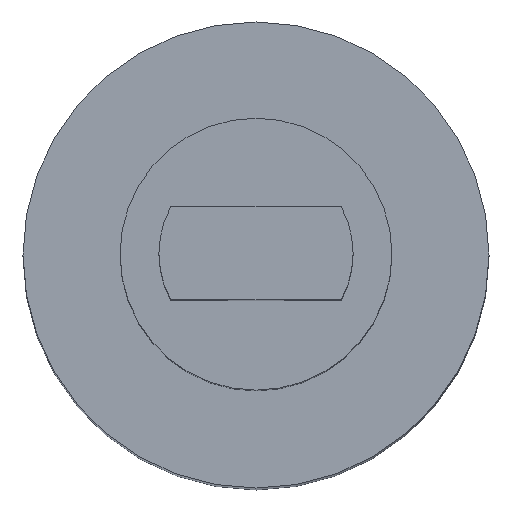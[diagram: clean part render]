
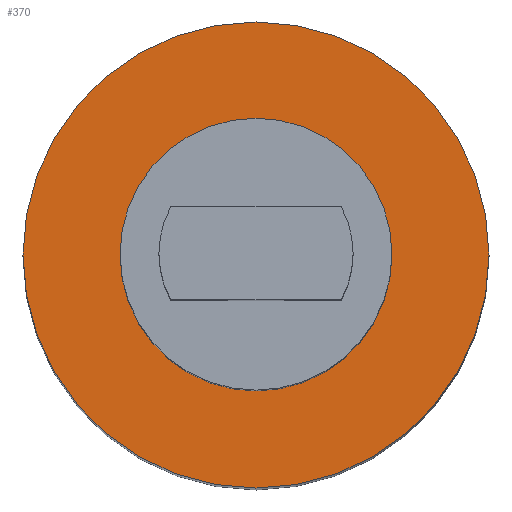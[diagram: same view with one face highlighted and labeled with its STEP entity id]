
A CAD part, top view. The second image highlights one B-rep face of the part: STEP entity #370.
In plain terms, the highlighted planar face has unit normal (0, 0, 1).
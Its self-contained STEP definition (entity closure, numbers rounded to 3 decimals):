
#16=FACE_BOUND('',#140,.T.);
#28=PLANE('',#424);
#117=FACE_OUTER_BOUND('',#139,.T.);
#139=EDGE_LOOP('',(#347));
#140=EDGE_LOOP('',(#348));
#144=CIRCLE('',#390,3.);
#159=CIRCLE('',#422,1.75);
#167=VERTEX_POINT('',#554);
#195=VERTEX_POINT('',#643);
#201=EDGE_CURVE('',#167,#167,#144,.T.);
#246=EDGE_CURVE('',#195,#195,#159,.T.);
#347=ORIENTED_EDGE('',*,*,#201,.T.);
#348=ORIENTED_EDGE('',*,*,#246,.T.);
#370=ADVANCED_FACE('',(#117,#16),#28,.T.);
#390=AXIS2_PLACEMENT_3D('',#555,#437,#438);
#422=AXIS2_PLACEMENT_3D('',#645,#531,#532);
#424=AXIS2_PLACEMENT_3D('',#647,#535,#536);
#437=DIRECTION('center_axis',(0.,0.,1.));
#438=DIRECTION('ref_axis',(1.,0.,0.));
#531=DIRECTION('center_axis',(0.,0.,-1.));
#532=DIRECTION('ref_axis',(1.,0.,0.));
#535=DIRECTION('center_axis',(0.,0.,1.));
#536=DIRECTION('ref_axis',(1.,0.,0.));
#554=CARTESIAN_POINT('',(-3.,0.,15.));
#555=CARTESIAN_POINT('Origin',(0.,0.,15.));
#643=CARTESIAN_POINT('',(-1.75,0.,15.));
#645=CARTESIAN_POINT('Origin',(0.,0.,15.));
#647=CARTESIAN_POINT('Origin',(0.,0.,15.));
